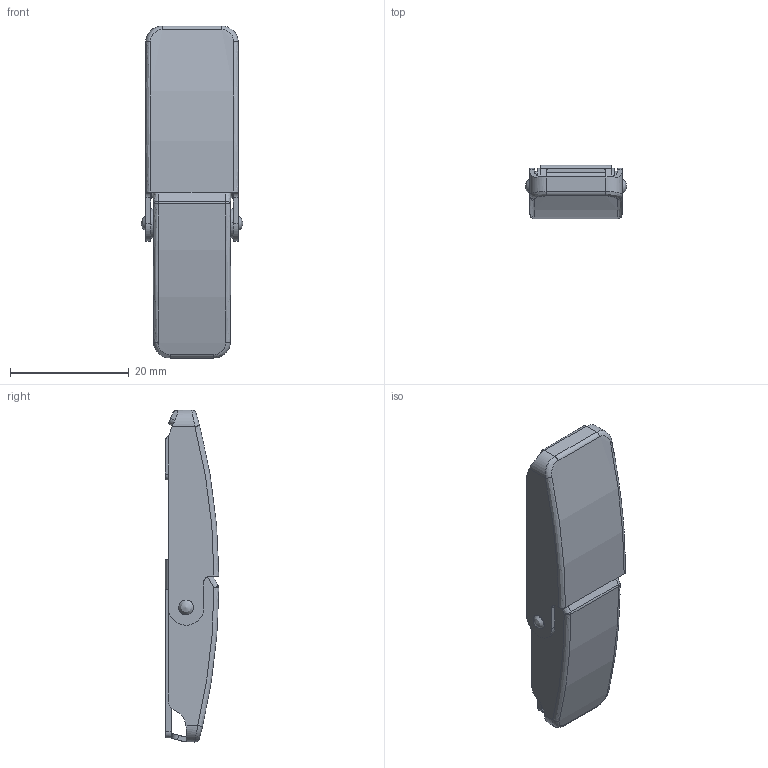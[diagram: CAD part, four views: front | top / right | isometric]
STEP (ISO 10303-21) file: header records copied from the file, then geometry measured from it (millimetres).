
FILE_DESCRIPTION((''),'2;1');
FILE_NAME('','2006-10-06T18:21:35',(''),(''),'','CADfix','');
FILE_SCHEMA(('AUTOMOTIVE_DESIGN'));
Length unit declared in the file: millimetre
Products named in the file (10): washer; shaft_B; shaft_A; rivet; lever; leaf spring; keeper; base; arm; TL_345_2_12628_36
Assembly tree (10 placements, depth 2):
  TL_345_2_12628_36
    washer  x2
    shaft_B
    shaft_A
    rivet
    lever
    leaf spring
    keeper
    base
    arm
Bounding box: 17.2 x 9 x 56 mm (x, y, z)
Volume: 2004.4 mm3; surface area: 5418.3 mm2
Topology: 10 solids, 10 shells, 212 faces, 634 edges, 445 vertices
Faces by surface type: bspline 212
Entity records: 7788 total; most frequent: CARTESIAN_POINT 4145, ORIENTED_EDGE 1228, EDGE_CURVE 614, VERTEX_POINT 429, QUASI_UNIFORM_CURVE 293, EDGE_LOOP 241, FACE_OUTER_BOUND 206, ADVANCED_FACE 206
